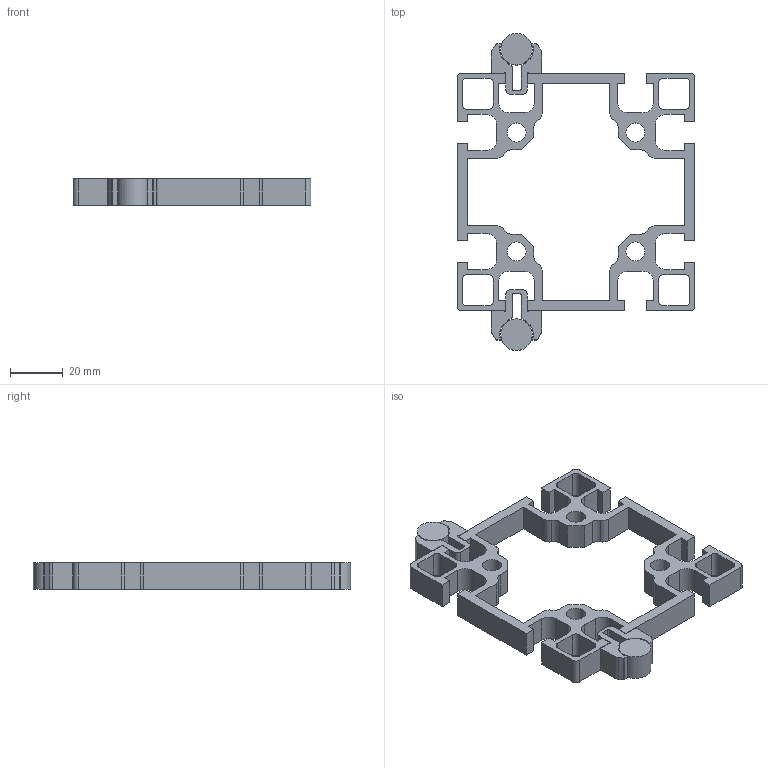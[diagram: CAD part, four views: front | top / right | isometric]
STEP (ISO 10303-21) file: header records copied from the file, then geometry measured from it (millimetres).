
FILE_DESCRIPTION(/* description */ ('Profil 90 x 90'),/* implementation_level */ '2;1');
FILE_NAME(/* name */ '801290.stp',/* time_stamp */ '2014-02-12T14:36:47+01:00',/* author */ ('AlutecK&K'),/* organization */ (''),/* preprocessor_version */ 'ST-DEVELOPER v15.2',/* originating_system */ 'Autodesk Inventor 2014',/* authorisation */ '');
FILE_SCHEMA (('AUTOMOTIVE_DESIGN { 1 0 10303 214 3 1 1 }'));
Length unit declared in the file: millimetre
Products named in the file (4): 801290_109091_001; 801290_801200_001; 801290_801201_001; 801290
Bounding box: 90 x 120 x 10 mm (x, y, z)
Volume: 25928.6 mm3; surface area: 20300.3 mm2
Topology: 5 solids, 5 shells, 290 faces, 840 edges, 560 vertices
Faces by surface type: plane 170, cylinder 120
Full cylindrical faces by diameter (mm): 7.2 x4, 12 x2
Entity records: 7684 total; most frequent: CARTESIAN_POINT 1342, ORIENTED_EDGE 1322, DIRECTION 1315, EDGE_CURVE 661, LINE 481, VECTOR 481, VERTEX_POINT 444, AXIS2_PLACEMENT_3D 417
